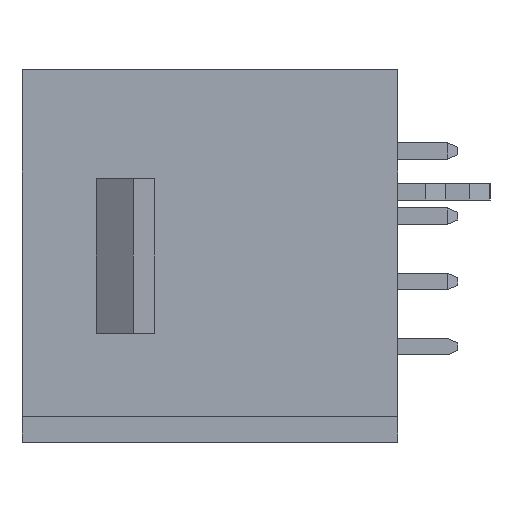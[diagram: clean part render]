
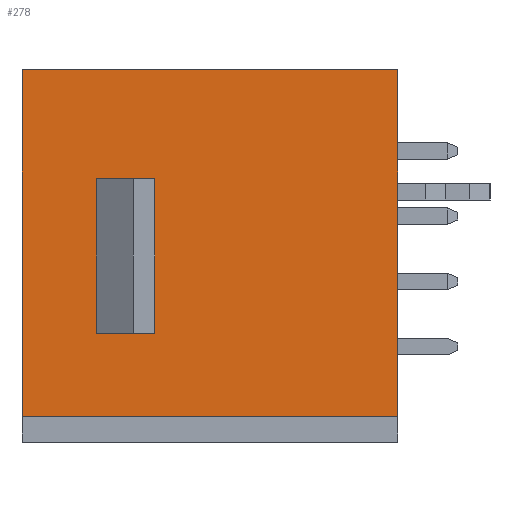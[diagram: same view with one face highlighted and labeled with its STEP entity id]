
A CAD part, left-side view. The second image highlights one B-rep face of the part: STEP entity #278.
In plain terms, the highlighted planar face has unit normal (-1, 0, 0).
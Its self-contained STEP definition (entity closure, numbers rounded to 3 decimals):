
#278 = ADVANCED_FACE( '', ( #1285, #1286 ), #1287, .F. );
#1285 = FACE_BOUND( '', #3187, .T. );
#1286 = FACE_OUTER_BOUND( '', #3188, .T. );
#1287 = PLANE( '', #3189 );
#3187 = EDGE_LOOP( '', ( #5425, #5426, #5427, #5428 ) );
#3188 = EDGE_LOOP( '', ( #5429, #5430, #5431, #5432 ) );
#3189 = AXIS2_PLACEMENT_3D( '', #5433, #5434, #5435 );
#5425 = ORIENTED_EDGE( '', *, *, #13251, .F. );
#5426 = ORIENTED_EDGE( '', *, *, #13252, .F. );
#5427 = ORIENTED_EDGE( '', *, *, #13253, .T. );
#5428 = ORIENTED_EDGE( '', *, *, #13254, .T. );
#5429 = ORIENTED_EDGE( '', *, *, #13047, .T. );
#5430 = ORIENTED_EDGE( '', *, *, #13249, .F. );
#5431 = ORIENTED_EDGE( '', *, *, #13255, .F. );
#5432 = ORIENTED_EDGE( '', *, *, #13083, .T. );
#5433 = CARTESIAN_POINT( '', ( -27.305, 14.62, -6.25 ) );
#5434 = DIRECTION( '', ( 1., 0., 0. ) );
#5435 = DIRECTION( '', ( 0., 0., -1. ) );
#13047 = EDGE_CURVE( '', #15682, #15680, #15683, .T. );
#13083 = EDGE_CURVE( '', #15752, #15682, #15753, .T. );
#13249 = EDGE_CURVE( '', #16028, #15680, #16030, .T. );
#13251 = EDGE_CURVE( '', #16032, #16033, #16034, .T. );
#13252 = EDGE_CURVE( '', #16035, #16032, #16036, .T. );
#13253 = EDGE_CURVE( '', #16035, #16037, #16038, .T. );
#13254 = EDGE_CURVE( '', #16037, #16033, #16039, .T. );
#13255 = EDGE_CURVE( '', #15752, #16028, #16040, .T. );
#15680 = VERTEX_POINT( '', #20000 );
#15682 = VERTEX_POINT( '', #20003 );
#15683 = LINE( '', #20004, #20005 );
#15752 = VERTEX_POINT( '', #20109 );
#15753 = LINE( '', #20110, #20111 );
#16028 = VERTEX_POINT( '', #20550 );
#16030 = LINE( '', #20553, #20554 );
#16032 = VERTEX_POINT( '', #20557 );
#16033 = VERTEX_POINT( '', #20558 );
#16034 = LINE( '', #20559, #20560 );
#16035 = VERTEX_POINT( '', #20561 );
#16036 = LINE( '', #20562, #20563 );
#16037 = VERTEX_POINT( '', #20564 );
#16038 = LINE( '', #20565, #20566 );
#16039 = LINE( '', #20567, #20568 );
#16040 = LINE( '', #20569, #20570 );
#20000 = CARTESIAN_POINT( '', ( -27.305, 0., 7.25 ) );
#20003 = CARTESIAN_POINT( '', ( -27.305, 0., -6.25 ) );
#20004 = CARTESIAN_POINT( '', ( -27.305, 0., -6.25 ) );
#20005 = VECTOR( '', #26693, 1000. );
#20109 = CARTESIAN_POINT( '', ( -27.305, 14.62, -6.25 ) );
#20110 = CARTESIAN_POINT( '', ( -27.305, 14.62, -6.25 ) );
#20111 = VECTOR( '', #26729, 1000. );
#20550 = CARTESIAN_POINT( '', ( -27.305, 14.62, 7.25 ) );
#20553 = CARTESIAN_POINT( '', ( -27.305, 14.62, 7.25 ) );
#20554 = VECTOR( '', #26895, 1000. );
#20557 = CARTESIAN_POINT( '', ( -27.305, 11.72, 3. ) );
#20558 = CARTESIAN_POINT( '', ( -27.305, 11.72, -3. ) );
#20559 = CARTESIAN_POINT( '', ( -27.305, 11.72, 3. ) );
#20560 = VECTOR( '', #26897, 1000. );
#20561 = CARTESIAN_POINT( '', ( -27.305, 9.893, 3. ) );
#20562 = CARTESIAN_POINT( '', ( -27.305, 9.893, 3. ) );
#20563 = VECTOR( '', #26898, 1000. );
#20564 = CARTESIAN_POINT( '', ( -27.305, 9.893, -3. ) );
#20565 = CARTESIAN_POINT( '', ( -27.305, 9.893, 3. ) );
#20566 = VECTOR( '', #26899, 1000. );
#20567 = CARTESIAN_POINT( '', ( -27.305, 9.893, -3. ) );
#20568 = VECTOR( '', #26900, 1000. );
#20569 = CARTESIAN_POINT( '', ( -27.305, 14.62, -6.25 ) );
#20570 = VECTOR( '', #26901, 1000. );
#26693 = DIRECTION( '', ( 0., 0., 1. ) );
#26729 = DIRECTION( '', ( 0., -1., 0. ) );
#26895 = DIRECTION( '', ( 0., -1., 0. ) );
#26897 = DIRECTION( '', ( 0., 0., -1. ) );
#26898 = DIRECTION( '', ( 0., 1., 0. ) );
#26899 = DIRECTION( '', ( 0., 0., -1. ) );
#26900 = DIRECTION( '', ( 0., 1., 0. ) );
#26901 = DIRECTION( '', ( 0., 0., 1. ) );
